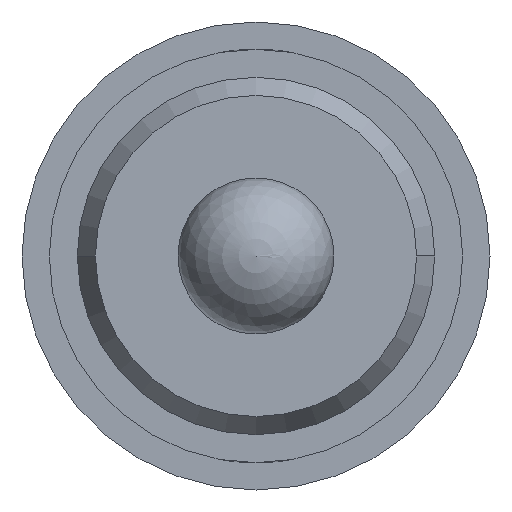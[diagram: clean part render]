
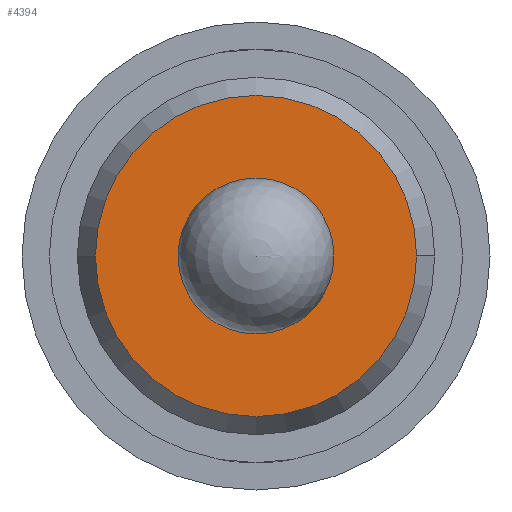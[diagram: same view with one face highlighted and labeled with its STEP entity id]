
A CAD part, front view. The second image highlights one B-rep face of the part: STEP entity #4394.
In plain terms, the highlighted planar face has unit normal (0, -1, 0).
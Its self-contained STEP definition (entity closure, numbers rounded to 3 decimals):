
#129 = DIRECTION ( 'NONE',  ( 0., 1., 0. ) ) ;
#370 = FACE_BOUND ( 'NONE', #3941, .T. ) ;
#373 = EDGE_CURVE ( 'Defeature ausgef�hrt1_17+Defeature ausgef�hrt1_14+Defeature ausgef�hrt1_14+Defeature ausgef�hrt1_14', #4802, #2187, #5055, .T. ) ;
#408 = VERTEX_POINT ( 'NONE', #4370 ) ;
#545 = CARTESIAN_POINT ( 'NONE',  ( 0., -28.6, 0. ) ) ;
#571 = EDGE_CURVE ( 'Defeature ausgef�hrt1_17+Defeature ausgef�hrt1_16+Defeature ausgef�hrt1_16+Defeature ausgef�hrt1_16', #3709, #408, #5314, .T. ) ;
#686 = DIRECTION ( 'NONE',  ( 1., 0., 0. ) ) ;
#718 = DIRECTION ( 'NONE',  ( 0., -1., 0. ) ) ;
#1105 = CARTESIAN_POINT ( 'NONE',  ( 1.03, -28.6, 0. ) ) ;
#1212 = AXIS2_PLACEMENT_3D ( 'NONE', #4074, #718, #686 ) ;
#1214 = ORIENTED_EDGE ( 'NONE', *, *, #5024, .T. ) ;
#1543 = AXIS2_PLACEMENT_3D ( 'NONE', #3851, #3812, #1683 ) ;
#1683 = DIRECTION ( 'NONE',  ( 1., 0., 0. ) ) ;
#1832 = EDGE_LOOP ( 'NONE', ( #3827, #4087 ) ) ;
#1914 = DIRECTION ( 'NONE',  ( 0., 0., -1. ) ) ;
#2050 = EDGE_CURVE ( 'Defeature ausgef�hrt1_17+Defeature ausgef�hrt1_16+Defeature ausgef�hrt1_16+Defeature ausgef�hrt1_16', #408, #3709, #4941, .T. ) ;
#2127 = AXIS2_PLACEMENT_3D ( 'NONE', #5398, #4537, #2871 ) ;
#2187 = VERTEX_POINT ( 'NONE', #3910 ) ;
#2276 = CARTESIAN_POINT ( 'NONE',  ( 0., -28.6, 0. ) ) ;
#2871 = DIRECTION ( 'NONE',  ( 1., 0., 0. ) ) ;
#3254 = PLANE ( 'NONE',  #1212 ) ;
#3402 = ORIENTED_EDGE ( 'NONE', *, *, #373, .T. ) ;
#3404 = CARTESIAN_POINT ( 'NONE',  ( 0., -28.6, -0.5 ) ) ;
#3486 = FACE_OUTER_BOUND ( 'NONE', #1832, .T. ) ;
#3530 = DIRECTION ( 'NONE',  ( 0., 0., -1. ) ) ;
#3554 = CIRCLE ( 'NONE', #4241, 0.5 ) ;
#3709 = VERTEX_POINT ( 'NONE', #1105 ) ;
#3812 = DIRECTION ( 'NONE',  ( 0., -1., 0. ) ) ;
#3827 = ORIENTED_EDGE ( 'NONE', *, *, #2050, .T. ) ;
#3851 = CARTESIAN_POINT ( 'NONE',  ( 0., -28.6, 0. ) ) ;
#3910 = CARTESIAN_POINT ( 'NONE',  ( 0., -28.6, 0.5 ) ) ;
#3941 = EDGE_LOOP ( 'NONE', ( #1214, #3402 ) ) ;
#4074 = CARTESIAN_POINT ( 'NONE',  ( -1.145, -28.6, 0. ) ) ;
#4087 = ORIENTED_EDGE ( 'NONE', *, *, #571, .T. ) ;
#4241 = AXIS2_PLACEMENT_3D ( 'NONE', #2276, #129, #3530 ) ;
#4370 = CARTESIAN_POINT ( 'NONE',  ( -1.03, -28.6, 0. ) ) ;
#4394 = ADVANCED_FACE ( 'Defeature ausgef�hrt1_17', ( #370, #3486 ), #3254, .T. ) ;
#4537 = DIRECTION ( 'NONE',  ( 0., -1., 0. ) ) ;
#4802 = VERTEX_POINT ( 'NONE', #3404 ) ;
#4832 = AXIS2_PLACEMENT_3D ( 'NONE', #545, #5245, #1914 ) ;
#4941 = CIRCLE ( 'NONE', #1543, 1.03 ) ;
#5024 = EDGE_CURVE ( 'Defeature ausgef�hrt1_17+Defeature ausgef�hrt1_14+Defeature ausgef�hrt1_14+Defeature ausgef�hrt1_14', #2187, #4802, #3554, .T. ) ;
#5055 = CIRCLE ( 'NONE', #4832, 0.5 ) ;
#5245 = DIRECTION ( 'NONE',  ( 0., 1., 0. ) ) ;
#5314 = CIRCLE ( 'NONE', #2127, 1.03 ) ;
#5398 = CARTESIAN_POINT ( 'NONE',  ( 0., -28.6, 0. ) ) ;
